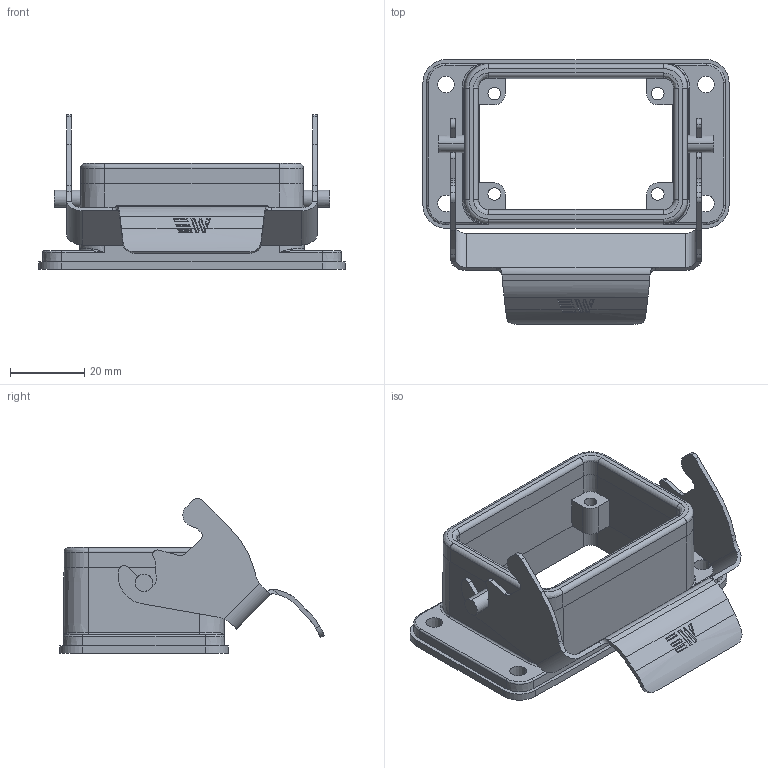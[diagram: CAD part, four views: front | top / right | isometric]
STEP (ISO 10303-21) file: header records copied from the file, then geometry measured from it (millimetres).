
FILE_DESCRIPTION (( 'STEP AP203' ), '1' );
FILE_NAME ('29130S.step', '2025-02-12T17:34:54', ( '' ), ( '' ), 'SwSTEP 2.0', 'SolidWorks 2024', '' );
FILE_SCHEMA (( 'CONFIG_CONTROL_DESIGN' ));
Length unit declared in the file: inch
Products named in the file (1): 29130S
Bounding box: 82.38 x 71.25 x 41.65 mm (x, y, z)
Volume: 29876.7 mm3; surface area: 21818.7 mm2
Topology: 1 solids, 1 shells, 281 faces, 748 edges, 470 vertices
Faces by surface type: cylinder 132, plane 105, bspline 24, cone 20
Entity records: 9758 total; most frequent: CARTESIAN_POINT 2857, ORIENTED_EDGE 1488, DIRECTION 1358, EDGE_CURVE 744, AXIS2_PLACEMENT_3D 472, VERTEX_POINT 470, VECTOR 414, LINE 414
